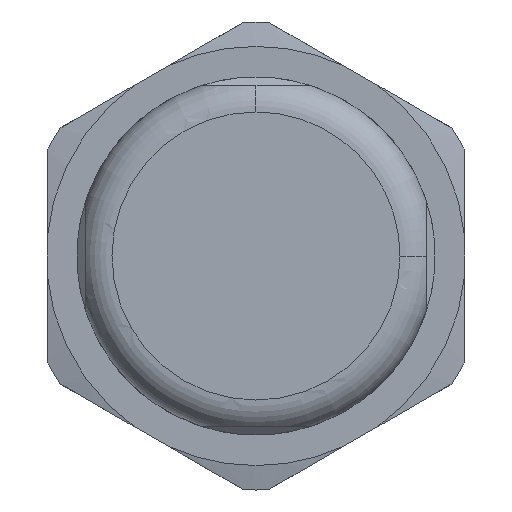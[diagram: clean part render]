
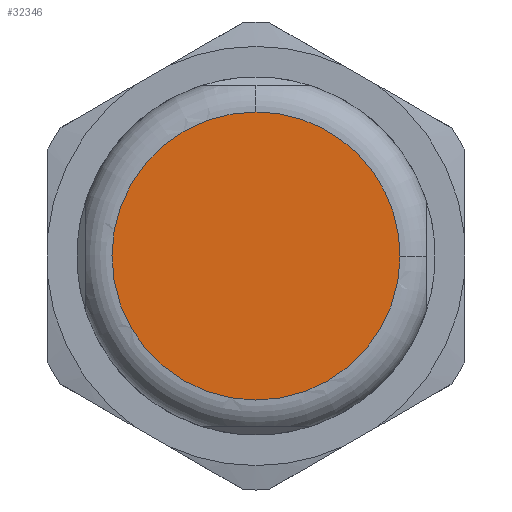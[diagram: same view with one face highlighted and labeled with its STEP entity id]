
A CAD part, front view. The second image highlights one B-rep face of the part: STEP entity #32346.
In plain terms, the highlighted planar face has unit normal (0, -1, 0).
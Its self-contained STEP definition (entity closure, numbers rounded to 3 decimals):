
#5381=CARTESIAN_POINT('',(0.,-38.55,0.));
#5382=DIRECTION('',(0.,1.,0.));
#5383=DIRECTION('',(1.,0.,-0.005));
#5384=AXIS2_PLACEMENT_3D('',#5381,#5382,#5383);
#5386=CARTESIAN_POINT('',(0.,-38.55,0.));
#5387=DIRECTION('',(0.,1.,0.));
#5388=DIRECTION('',(0.,0.,1.));
#5389=AXIS2_PLACEMENT_3D('',#5386,#5387,#5388);
#21854=CARTESIAN_POINT('',(0.,-38.55,8.25));
#21855=CARTESIAN_POINT('',(8.25,-38.55,-0.044));
#21856=VERTEX_POINT('',#21854);
#21857=VERTEX_POINT('',#21855);
#32336=CARTESIAN_POINT('',(0.,-38.55,0.));
#32337=DIRECTION('',(0.,-1.,0.));
#32338=DIRECTION('',(-1.,0.,0.));
#32339=AXIS2_PLACEMENT_3D('',#32336,#32337,#32338);
#32340=PLANE('',#32339);
#32341=ORIENTED_EDGE('',*,*,#32304,.T.);
#32343=ORIENTED_EDGE('',*,*,#32342,.T.);
#32344=EDGE_LOOP('',(#32341,#32343));
#32345=FACE_OUTER_BOUND('',#32344,.F.);
#32346=ADVANCED_FACE('',(#32345),#32340,.T.);
#5385=CIRCLE('',#5384,8.25);
#5390=CIRCLE('',#5389,8.25);
#32304=EDGE_CURVE('',#21857,#21856,#5385,.T.);
#32342=EDGE_CURVE('',#21856,#21857,#5390,.T.);
